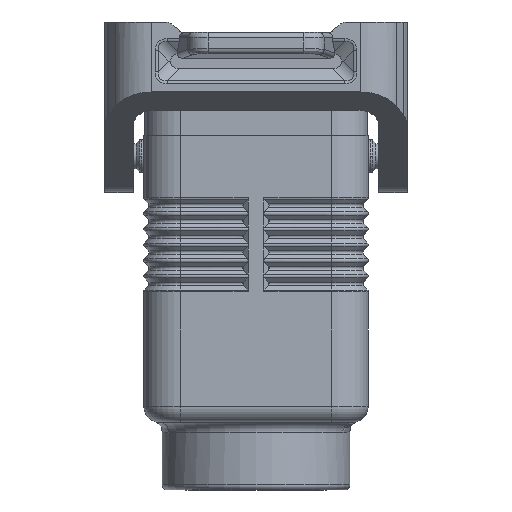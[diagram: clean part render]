
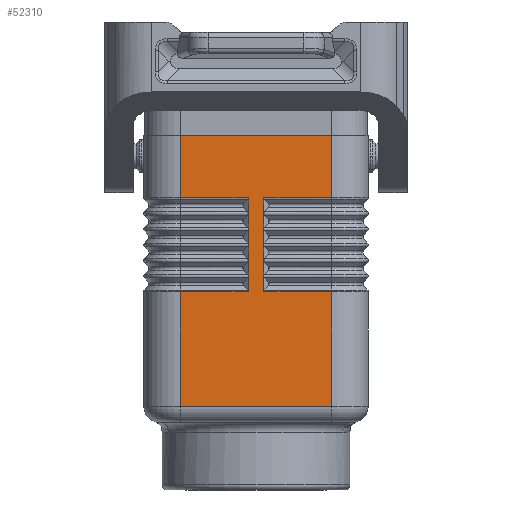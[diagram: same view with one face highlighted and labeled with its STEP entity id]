
A CAD part, left-side view. The second image highlights one B-rep face of the part: STEP entity #52310.
In plain terms, the highlighted planar face has unit normal (-1, 0, 0).
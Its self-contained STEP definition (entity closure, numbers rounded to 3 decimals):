
#6340=CARTESIAN_POINT('',(-60.,14.5,0.));
#6350=VERTEX_POINT('',#6340);
#6400=CARTESIAN_POINT('',(-60.,0.,0.));
#6410=DIRECTION('',(0.,-1.,0.));
#6420=VECTOR('',#6410,1.);
#6430=LINE('',#6400,#6420);
#6440=CARTESIAN_POINT('',(-60.,-14.5,0.));
#6450=VERTEX_POINT('',#6440);
#6460=EDGE_CURVE('',#6350,#6450,#6430,.T.);
#15320=CARTESIAN_POINT('',(-60.,-14.5,12.));
#15330=VERTEX_POINT('',#15320);
#16340=CARTESIAN_POINT('',(-60.,-1.5,18.));
#16350=VERTEX_POINT('',#16340);
#27660=CARTESIAN_POINT('',(-60.,-1.5,27.));
#27670=VERTEX_POINT('',#27660);
#28380=CARTESIAN_POINT('',(-60.,-14.5,52.));
#28390=VERTEX_POINT('',#28380);
#28420=CARTESIAN_POINT('',(-60.,14.5,52.));
#28430=DIRECTION('',(0.,-1.,0.));
#28440=VECTOR('',#28430,1.);
#28450=LINE('',#28420,#28440);
#28460=CARTESIAN_POINT('',(-60.,14.5,52.));
#28470=VERTEX_POINT('',#28460);
#28480=EDGE_CURVE('',#28470,#28390,#28450,.T.);
#31010=CARTESIAN_POINT('',(-60.,-1.5,24.));
#31020=VERTEX_POINT('',#31010);
#31350=CARTESIAN_POINT('',(-60.,-1.5,15.));
#31360=VERTEX_POINT('',#31350);
#31610=CARTESIAN_POINT('',(-60.,-1.5,12.));
#31620=VERTEX_POINT('',#31610);
#31650=CARTESIAN_POINT('',(-60.,-1.5,0.));
#31660=DIRECTION('',(0.,0.,1.));
#31670=VECTOR('',#31660,1.);
#31680=LINE('',#31650,#31670);
#31690=EDGE_CURVE('',#31620,#31360,#31680,.T.);
#37570=CARTESIAN_POINT('',(-60.,-14.5,30.));
#37580=VERTEX_POINT('',#37570);
#37610=CARTESIAN_POINT('',(-60.,-14.5,0.));
#37620=DIRECTION('',(0.,0.,1.));
#37630=VECTOR('',#37620,1.);
#37640=LINE('',#37610,#37630);
#37650=EDGE_CURVE('',#37580,#28390,#37640,.T.);
#40810=EDGE_CURVE('',#31360,#16350,#31680,.T.);
#46310=CARTESIAN_POINT('',(-60.,0.,12.));
#46320=DIRECTION('',(0.,1.,0.));
#46330=VECTOR('',#46320,1.);
#46340=LINE('',#46310,#46330);
#46350=EDGE_CURVE('',#15330,#31620,#46340,.T.);
#47180=CARTESIAN_POINT('',(-60.,-1.5,30.));
#47190=VERTEX_POINT('',#47180);
#47220=CARTESIAN_POINT('',(-60.,-1.5,30.));
#47230=DIRECTION('',(0.,-1.,0.));
#47240=VECTOR('',#47230,1.);
#47250=LINE('',#47220,#47240);
#47260=EDGE_CURVE('',#47190,#37580,#47250,.T.);
#47470=EDGE_CURVE('',#6450,#15330,#37640,.T.);
#51520=CARTESIAN_POINT('',(-60.,0.,55.));
#51530=DIRECTION('',(-1.,0.,0.));
#51540=DIRECTION('',(0.,0.,1.));
#51550=AXIS2_PLACEMENT_3D('',#51520,#51530,#51540);
#51560=PLANE('',#51550);
#51570=CARTESIAN_POINT('',(-60.,14.5,0.));
#51580=DIRECTION('',(0.,0.,1.));
#51590=VECTOR('',#51580,1.);
#51600=LINE('',#51570,#51590);
#51610=CARTESIAN_POINT('',(-60.,14.5,12.));
#51620=VERTEX_POINT('',#51610);
#51630=EDGE_CURVE('',#6350,#51620,#51600,.T.);
#51640=ORIENTED_EDGE('',*,*,#51630,.F.);
#51650=CARTESIAN_POINT('',(-60.,0.,12.));
#51660=DIRECTION('',(0.,-1.,0.));
#51670=VECTOR('',#51660,1.);
#51680=LINE('',#51650,#51670);
#51690=CARTESIAN_POINT('',(-60.,1.5,12.));
#51700=VERTEX_POINT('',#51690);
#51710=EDGE_CURVE('',#51620,#51700,#51680,.T.);
#51720=ORIENTED_EDGE('',*,*,#51710,.F.);
#51730=CARTESIAN_POINT('',(-60.,1.5,0.));
#51740=DIRECTION('',(0.,0.,1.));
#51750=VECTOR('',#51740,1.);
#51760=LINE('',#51730,#51750);
#51770=CARTESIAN_POINT('',(-60.,1.5,15.));
#51780=VERTEX_POINT('',#51770);
#51790=EDGE_CURVE('',#51700,#51780,#51760,.T.);
#51800=ORIENTED_EDGE('',*,*,#51790,.F.);
#51810=CARTESIAN_POINT('',(-60.,1.5,18.));
#51820=VERTEX_POINT('',#51810);
#51830=EDGE_CURVE('',#51780,#51820,#51760,.T.);
#51840=ORIENTED_EDGE('',*,*,#51830,.F.);
#51850=CARTESIAN_POINT('',(-60.,1.5,21.));
#51860=VERTEX_POINT('',#51850);
#51870=EDGE_CURVE('',#51820,#51860,#51760,.T.);
#51880=ORIENTED_EDGE('',*,*,#51870,.F.);
#51890=CARTESIAN_POINT('',(-60.,1.5,24.));
#51900=VERTEX_POINT('',#51890);
#51910=EDGE_CURVE('',#51860,#51900,#51760,.T.);
#51920=ORIENTED_EDGE('',*,*,#51910,.F.);
#51930=CARTESIAN_POINT('',(-60.,1.5,27.));
#51940=VERTEX_POINT('',#51930);
#51950=EDGE_CURVE('',#51900,#51940,#51760,.T.);
#51960=ORIENTED_EDGE('',*,*,#51950,.F.);
#51970=CARTESIAN_POINT('',(-60.,1.5,30.));
#51980=VERTEX_POINT('',#51970);
#51990=EDGE_CURVE('',#51940,#51980,#51760,.T.);
#52000=ORIENTED_EDGE('',*,*,#51990,.F.);
#52010=CARTESIAN_POINT('',(-60.,1.5,30.));
#52020=DIRECTION('',(0.,1.,0.));
#52030=VECTOR('',#52020,1.);
#52040=LINE('',#52010,#52030);
#52050=CARTESIAN_POINT('',(-60.,14.5,30.));
#52060=VERTEX_POINT('',#52050);
#52070=EDGE_CURVE('',#51980,#52060,#52040,.T.);
#52080=ORIENTED_EDGE('',*,*,#52070,.F.);
#52090=EDGE_CURVE('',#52060,#28470,#51600,.T.);
#52100=ORIENTED_EDGE('',*,*,#52090,.F.);
#52110=ORIENTED_EDGE('',*,*,#28480,.F.);
#52120=ORIENTED_EDGE('',*,*,#37650,.T.);
#52130=ORIENTED_EDGE('',*,*,#47260,.T.);
#52140=EDGE_CURVE('',#27670,#47190,#31680,.T.);
#52150=ORIENTED_EDGE('',*,*,#52140,.T.);
#52160=EDGE_CURVE('',#31020,#27670,#31680,.T.);
#52170=ORIENTED_EDGE('',*,*,#52160,.T.);
#52180=CARTESIAN_POINT('',(-60.,-1.5,21.));
#52190=VERTEX_POINT('',#52180);
#52200=EDGE_CURVE('',#52190,#31020,#31680,.T.);
#52210=ORIENTED_EDGE('',*,*,#52200,.T.);
#52220=EDGE_CURVE('',#16350,#52190,#31680,.T.);
#52230=ORIENTED_EDGE('',*,*,#52220,.T.);
#52240=ORIENTED_EDGE('',*,*,#40810,.T.);
#52250=ORIENTED_EDGE('',*,*,#31690,.T.);
#52260=ORIENTED_EDGE('',*,*,#46350,.T.);
#52270=ORIENTED_EDGE('',*,*,#47470,.T.);
#52280=ORIENTED_EDGE('',*,*,#6460,.T.);
#52290=EDGE_LOOP('',(#52280,#52270,#52260,#52250,#52240,#52230,#52210,
#52170,#52150,#52130,#52120,#52110,#52100,#52080,#52000,#51960,#51920,
#51880,#51840,#51800,#51720,#51640));
#52300=FACE_OUTER_BOUND('',#52290,.T.);
#52310=ADVANCED_FACE('',(#52300),#51560,.T.);
